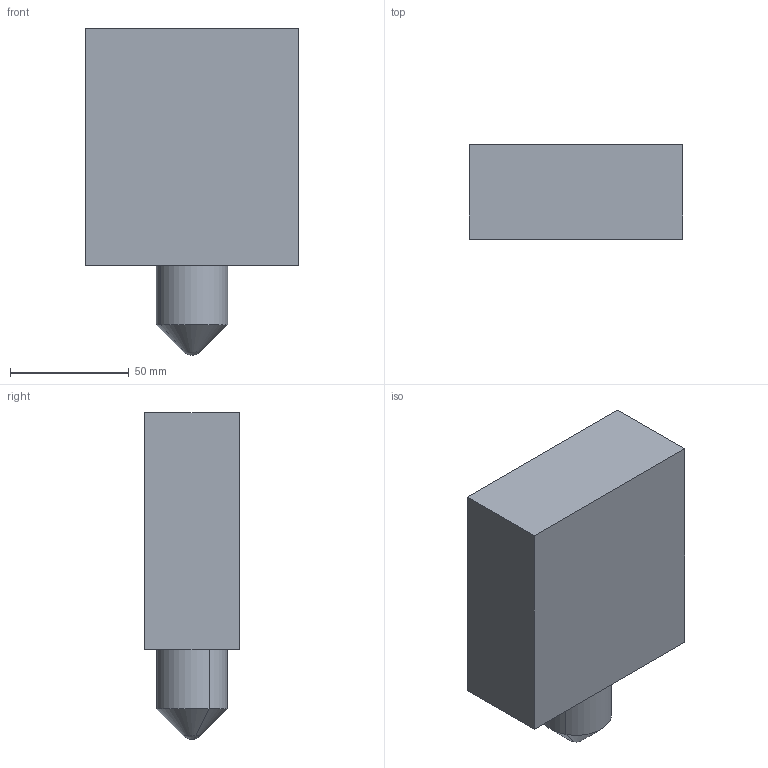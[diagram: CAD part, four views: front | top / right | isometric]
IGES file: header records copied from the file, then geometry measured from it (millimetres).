
Start section: START RECORD GO HERE.
Global section: file name: Pivot.igs; native system: DASSAULT SYSTEMES CATIA Version 5-6 Release 2018 Beta 1736 - www.3ds.com; preprocessor: V5-6B2018_1736_5.28.0.0.09-04-2017.20.00; author: MPE10; organization: DSONE; date: 20201009.154540; units: millimetre
Bounding box: 90 x 40 x 137.93 mm (x, y, z)
Surface area: 35839.5 mm2 (no closed solid volume)
Topology: 0 solids, 0 shells, 12 faces, 50 edges, 48 vertices
Faces by surface type: plane 6, revolution 6
